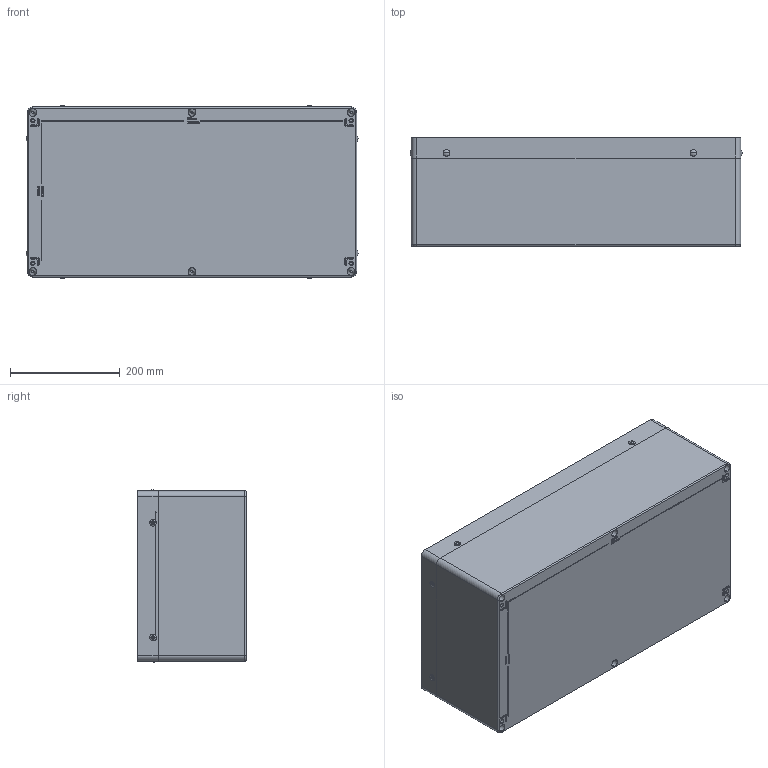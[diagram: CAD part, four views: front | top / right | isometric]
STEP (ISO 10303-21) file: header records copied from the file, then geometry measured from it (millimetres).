
FILE_DESCRIPTION (( 'STEP AP214' ), '1' );
FILE_NAME ('13231000.STEP', '2016-03-31T12:17:18', ( 'Macha' ), ( 'Hewlett-Packard Company' ), 'SwSTEP 2.0', 'SolidWorks 2015', '' );
FILE_SCHEMA (( 'AUTOMOTIVE_DESIGN' ));
Length unit declared in the file: millimetre
Products named in the file (6): 08072_Bearbeitung Griff ; 03721_Bearbeitung nach Zeichn. 01-2-037210-01-0; 13231000; 94411; 93261; 93117
Assembly tree (17 placements, depth 2):
  13231000
    03721_Bearbeitung nach Zeichn. 01-2-037210-01-0
    08072_Bearbeitung Griff 
    93117
    93261  x6
    94411  x8
Bounding box: 605 x 199 x 315 mm (x, y, z)
Volume: 3906511.6 mm3; surface area: 1243323.4 mm2
Topology: 18 solids, 18 shells, 1787 faces, 4361 edges, 2751 vertices
Faces by surface type: plane 708, cylinder 302, bspline 301, cone 274, torus 186, sphere 16
Entity records: 65266 total; most frequent: CARTESIAN_POINT 29518, ORIENTED_EDGE 7710, DIRECTION 6442, EDGE_CURVE 3855, VERTEX_POINT 2467, AXIS2_PLACEMENT_3D 2308, VECTOR 1826, LINE 1826
